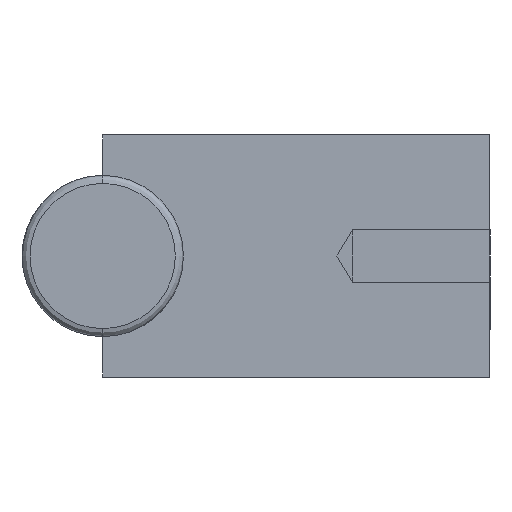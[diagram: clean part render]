
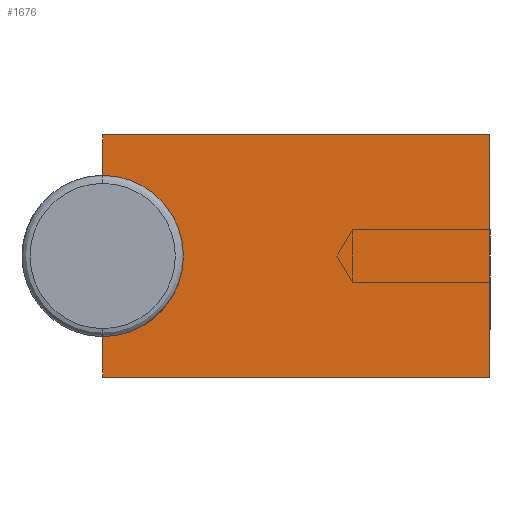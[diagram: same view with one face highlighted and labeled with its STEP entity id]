
A CAD part, left-side view. The second image highlights one B-rep face of the part: STEP entity #1676.
In plain terms, the highlighted planar face has unit normal (-1, 0, 0).
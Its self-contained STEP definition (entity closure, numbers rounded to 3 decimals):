
#41 = VECTOR ( 'NONE', #750, 1000. ) ;
#54 = EDGE_CURVE ( 'NONE', #798, #107, #1134, .T. ) ;
#75 = AXIS2_PLACEMENT_3D ( 'NONE', #1650, #1124, #1504 ) ;
#105 = CARTESIAN_POINT ( 'NONE',  ( -803., 0., -7.5 ) ) ;
#107 = VERTEX_POINT ( 'NONE', #594 ) ;
#125 = CARTESIAN_POINT ( 'NONE',  ( -803., 24., -7.5 ) ) ;
#147 = ORIENTED_EDGE ( 'NONE', *, *, #54, .F. ) ;
#179 = EDGE_CURVE ( 'NONE', #1428, #1171, #1441, .T. ) ;
#230 = CARTESIAN_POINT ( 'NONE',  ( -803., 24., 7.5 ) ) ;
#287 = CARTESIAN_POINT ( 'NONE',  ( -803., 24., 5. ) ) ;
#314 = DIRECTION ( 'NONE',  ( 0., 0., 1. ) ) ;
#318 = VECTOR ( 'NONE', #314, 1000. ) ;
#324 = FACE_OUTER_BOUND ( 'NONE', #1679, .T. ) ;
#372 = CARTESIAN_POINT ( 'NONE',  ( -803., 24., 0. ) ) ;
#389 = VERTEX_POINT ( 'NONE', #105 ) ;
#425 = AXIS2_PLACEMENT_3D ( 'NONE', #372, #1047, #1525 ) ;
#445 = CIRCLE ( 'NONE', #425, 5. ) ;
#461 = DIRECTION ( 'NONE',  ( 0., 0., 1. ) ) ;
#465 = VECTOR ( 'NONE', #1472, 1000. ) ;
#561 = LINE ( 'NONE', #1219, #465 ) ;
#580 = EDGE_CURVE ( 'NONE', #389, #1426, #1006, .T. ) ;
#594 = CARTESIAN_POINT ( 'NONE',  ( -803., 24., 7.5 ) ) ;
#750 = DIRECTION ( 'NONE',  ( 0., -1., 0. ) ) ;
#772 = DIRECTION ( 'NONE',  ( 0., 0., 1. ) ) ;
#775 = LINE ( 'NONE', #230, #41 ) ;
#791 = ORIENTED_EDGE ( 'NONE', *, *, #580, .T. ) ;
#798 = VERTEX_POINT ( 'NONE', #287 ) ;
#864 = CARTESIAN_POINT ( 'NONE',  ( -803., 0., -7.5 ) ) ;
#903 = ORIENTED_EDGE ( 'NONE', *, *, #1510, .T. ) ;
#906 = CARTESIAN_POINT ( 'NONE',  ( -803., 0., 7.5 ) ) ;
#999 = VECTOR ( 'NONE', #772, 1000. ) ;
#1003 = ORIENTED_EDGE ( 'NONE', *, *, #179, .F. ) ;
#1006 = LINE ( 'NONE', #864, #1622 ) ;
#1047 = DIRECTION ( 'NONE',  ( 1., 0., 0. ) ) ;
#1057 = ORIENTED_EDGE ( 'NONE', *, *, #1267, .F. ) ;
#1124 = DIRECTION ( 'NONE',  ( 1., 0., 0. ) ) ;
#1133 = PLANE ( 'NONE',  #75 ) ;
#1134 = LINE ( 'NONE', #1517, #318 ) ;
#1169 = CARTESIAN_POINT ( 'NONE',  ( -803., 24., -5. ) ) ;
#1171 = VERTEX_POINT ( 'NONE', #1169 ) ;
#1172 = EDGE_CURVE ( 'NONE', #798, #1171, #445, .T. ) ;
#1182 = ORIENTED_EDGE ( 'NONE', *, *, #1172, .T. ) ;
#1219 = CARTESIAN_POINT ( 'NONE',  ( -803., 24., -7.5 ) ) ;
#1267 = EDGE_CURVE ( 'NONE', #107, #1426, #775, .T. ) ;
#1419 = CARTESIAN_POINT ( 'NONE',  ( -803., 24., -7.5 ) ) ;
#1426 = VERTEX_POINT ( 'NONE', #906 ) ;
#1428 = VERTEX_POINT ( 'NONE', #125 ) ;
#1441 = LINE ( 'NONE', #1419, #999 ) ;
#1472 = DIRECTION ( 'NONE',  ( 0., -1., 0. ) ) ;
#1504 = DIRECTION ( 'NONE',  ( 0., 0., -1. ) ) ;
#1510 = EDGE_CURVE ( 'NONE', #1428, #389, #561, .T. ) ;
#1517 = CARTESIAN_POINT ( 'NONE',  ( -803., 24., -7.5 ) ) ;
#1525 = DIRECTION ( 'NONE',  ( 0., 0., -1. ) ) ;
#1622 = VECTOR ( 'NONE', #461, 1000. ) ;
#1650 = CARTESIAN_POINT ( 'NONE',  ( -803., 24., -7.5 ) ) ;
#1676 = ADVANCED_FACE ( 'NONE', ( #324 ), #1133, .F. ) ;
#1679 = EDGE_LOOP ( 'NONE', ( #147, #1182, #1003, #903, #791, #1057 ) ) ;
